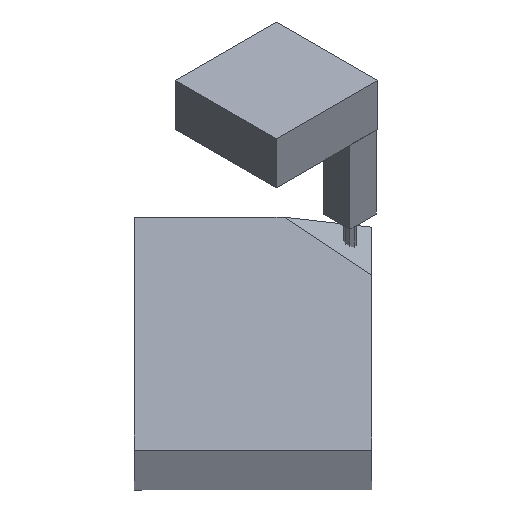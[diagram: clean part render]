
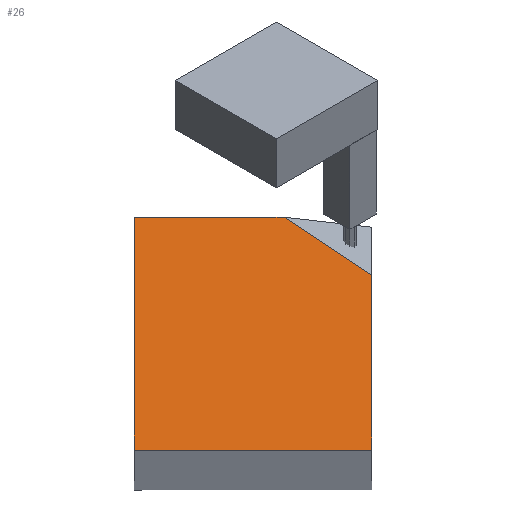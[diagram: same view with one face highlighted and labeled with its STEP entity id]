
A CAD part, isometric view. The second image highlights one B-rep face of the part: STEP entity #26.
In plain terms, the highlighted planar face has unit normal (-0.5, -0.5, 0.707).
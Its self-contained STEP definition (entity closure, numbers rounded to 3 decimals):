
#26=ADVANCED_FACE($,(#62),#431,.T.);
#62=FACE_OUTER_BOUND($,#96,.T.);
#96=EDGE_LOOP($,(#144,#145,#146,#147,#148));
#144=ORIENTED_EDGE($,*,*,#299,.T.);
#145=ORIENTED_EDGE($,*,*,#289,.F.);
#146=ORIENTED_EDGE($,*,*,#292,.F.);
#147=ORIENTED_EDGE($,*,*,#293,.T.);
#148=ORIENTED_EDGE($,*,*,#296,.F.);
#289=EDGE_CURVE($,#372,#371,#463,.T.);
#292=EDGE_CURVE($,#374,#372,#466,.T.);
#293=EDGE_CURVE($,#374,#377,#467,.T.);
#296=EDGE_CURVE($,#376,#377,#470,.T.);
#299=EDGE_CURVE($,#376,#371,#473,.T.);
#371=VERTEX_POINT($,#794);
#372=VERTEX_POINT($,#795);
#374=VERTEX_POINT($,#797);
#376=VERTEX_POINT($,#799);
#377=VERTEX_POINT($,#800);
#431=PLANE($,#636);
#463=B_SPLINE_CURVE_WITH_KNOTS($,1,(#715,#716),.UNSPECIFIED.,.F.,.F.,(2,
2),(181.,362.),.UNSPECIFIED.);
#466=B_SPLINE_CURVE_WITH_KNOTS($,1,(#721,#722),.UNSPECIFIED.,.F.,.F.,(2,
2),(-182.,0.),.UNSPECIFIED.);
#467=B_SPLINE_CURVE_WITH_KNOTS($,1,(#723,#724),.UNSPECIFIED.,.F.,.F.,(2,
2),(181.,316.848),.UNSPECIFIED.);
#470=B_SPLINE_CURVE_WITH_KNOTS($,3,(#729,#730,#731,#732),.UNSPECIFIED.,.F.,
.F.,(4,4),(-80.86,0.),.UNSPECIFIED.);
#473=B_SPLINE_CURVE_WITH_KNOTS($,1,(#741,#742),.UNSPECIFIED.,.F.,.F.,(2,
2),(-114.92,0.),.UNSPECIFIED.);
#636=AXIS2_PLACEMENT_3D($,#780,#673,$);
#673=DIRECTION($,(-0.5,-0.5,0.707));
#715=CARTESIAN_POINT($,(-167.779,-13.221,-256.353));
#716=CARTESIAN_POINT($,(-77.279,77.279,-128.366));
#721=CARTESIAN_POINT($,(-39.086,-141.914,-256.353));
#722=CARTESIAN_POINT($,(-167.779,-13.221,-256.353));
#723=CARTESIAN_POINT($,(-39.086,-141.914,-256.353));
#724=CARTESIAN_POINT($,(28.838,-73.99,-160.294));
#729=CARTESIAN_POINT($,(3.982,-3.982,-128.366));
#730=CARTESIAN_POINT($,(12.267,-27.318,-139.009));
#731=CARTESIAN_POINT($,(20.553,-50.654,-149.651));
#732=CARTESIAN_POINT($,(28.838,-73.99,-160.294));
#741=CARTESIAN_POINT($,(3.982,-3.982,-128.366));
#742=CARTESIAN_POINT($,(-77.279,77.279,-128.366));
#780=CARTESIAN_POINT($,(-77.279,77.279,-128.366));
#794=CARTESIAN_POINT($,(-77.279,77.279,-128.366));
#795=CARTESIAN_POINT($,(-167.779,-13.221,-256.353));
#797=CARTESIAN_POINT($,(-39.086,-141.914,-256.353));
#799=CARTESIAN_POINT($,(3.982,-3.982,-128.366));
#800=CARTESIAN_POINT($,(28.838,-73.99,-160.294));
